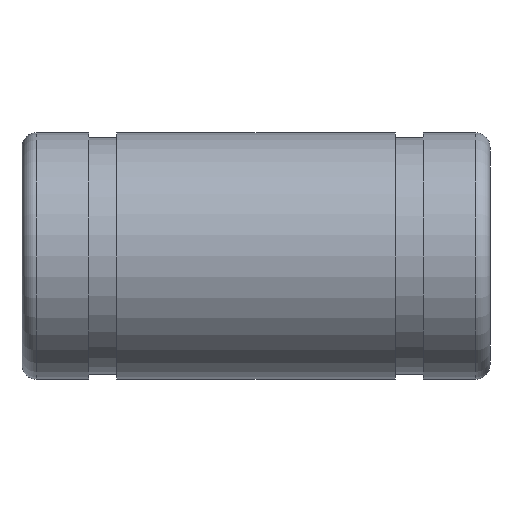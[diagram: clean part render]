
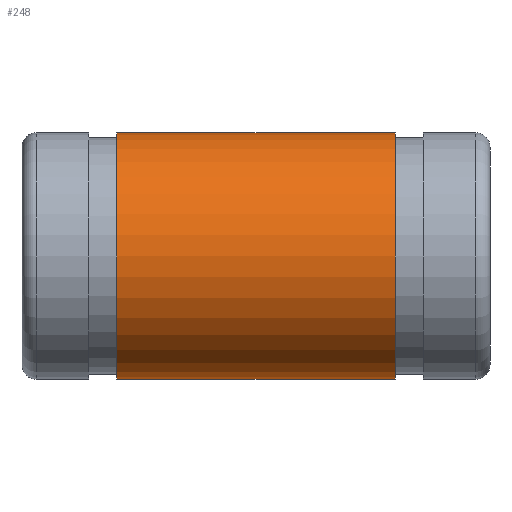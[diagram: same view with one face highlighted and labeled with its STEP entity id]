
A CAD part, front view. The second image highlights one B-rep face of the part: STEP entity #248.
In plain terms, the highlighted cylindrical face has radius 5 mm (diameter 10 mm), a full revolution.
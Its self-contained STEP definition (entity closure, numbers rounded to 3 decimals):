
#22=CYLINDRICAL_SURFACE('',#293,5.);
#56=ORIENTED_EDGE('',*,*,#94,.T.);
#57=ORIENTED_EDGE('',*,*,#93,.F.);
#93=EDGE_CURVE('',#115,#115,#137,.T.);
#94=EDGE_CURVE('',#116,#116,#138,.T.);
#115=VERTEX_POINT('',#437);
#116=VERTEX_POINT('',#440);
#137=CIRCLE('',#292,5.);
#138=CIRCLE('',#294,5.);
#166=EDGE_LOOP('',(#56));
#167=EDGE_LOOP('',(#57));
#210=FACE_BOUND('',#166,.T.);
#211=FACE_BOUND('',#167,.T.);
#248=ADVANCED_FACE('',(#210,#211),#22,.T.);
#292=AXIS2_PLACEMENT_3D('',#436,#355,#356);
#293=AXIS2_PLACEMENT_3D('',#438,#357,#358);
#294=AXIS2_PLACEMENT_3D('',#439,#359,#360);
#355=DIRECTION('',(1.,0.,0.));
#356=DIRECTION('',(0.,0.,-1.));
#357=DIRECTION('',(1.,0.,0.));
#358=DIRECTION('',(0.,0.,-1.));
#359=DIRECTION('',(1.,0.,0.));
#360=DIRECTION('',(0.,0.,-1.));
#436=CARTESIAN_POINT('',(5.65,0.,0.));
#437=CARTESIAN_POINT('',(5.65,0.,-5.));
#438=CARTESIAN_POINT('',(9.5,0.,0.));
#439=CARTESIAN_POINT('',(-5.65,0.,0.));
#440=CARTESIAN_POINT('',(-5.65,0.,-5.));
